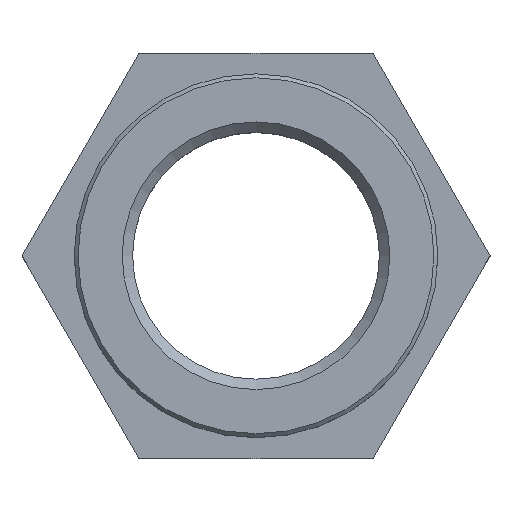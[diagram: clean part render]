
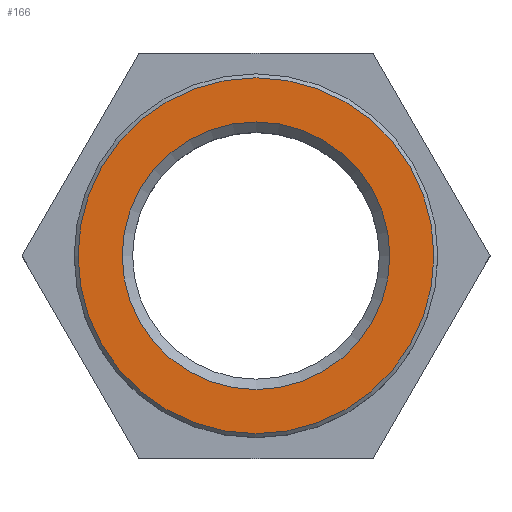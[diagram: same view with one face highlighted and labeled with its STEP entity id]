
A CAD part, top view. The second image highlights one B-rep face of the part: STEP entity #166.
In plain terms, the highlighted planar face has unit normal (0, 0, 1).
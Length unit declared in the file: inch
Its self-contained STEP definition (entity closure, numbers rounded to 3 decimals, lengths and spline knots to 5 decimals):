
#124=CARTESIAN_POINT('',(0.137,0.,0.125));
#125=VERTEX_POINT('',#124);
#126=CARTESIAN_POINT('',(0.0,0.0,0.125));
#127=DIRECTION('',(0.0,0.0,-1.0));
#128=DIRECTION('',(-1.0,0.0,0.0));
#129=AXIS2_PLACEMENT_3D('',#126,#127,#128);
#130=CIRCLE('',#129,0.137);
#131=EDGE_CURVE('',#125,#125,#130,.T.);
#147=CARTESIAN_POINT('',(0.0,0.0,0.125));
#148=DIRECTION('',(0.0,0.0,-1.0));
#149=DIRECTION('',(-1.0,0.0,0.0));
#150=AXIS2_PLACEMENT_3D('',#147,#148,#149);
#151=PLANE('',#150);
#152=ORIENTED_EDGE('',*,*,#131,.F.);
#153=EDGE_LOOP('',(#152));
#154=FACE_OUTER_BOUND('',#153,.T.);
#155=CARTESIAN_POINT('',(0.103,0.,0.125));
#156=VERTEX_POINT('',#155);
#157=CARTESIAN_POINT('',(0.0,0.0,0.125));
#158=DIRECTION('',(0.0,0.0,1.0));
#159=DIRECTION('',(-1.0,0.0,0.0));
#160=AXIS2_PLACEMENT_3D('',#157,#158,#159);
#161=CIRCLE('',#160,0.103);
#162=EDGE_CURVE('',#156,#156,#161,.T.);
#163=ORIENTED_EDGE('',*,*,#162,.F.);
#164=EDGE_LOOP('',(#163));
#165=FACE_BOUND('',#164,.T.);
#166=ADVANCED_FACE('',(#154,#165),#151,.F.);
